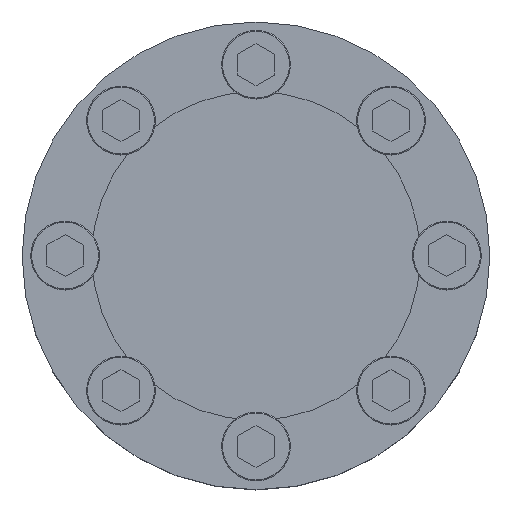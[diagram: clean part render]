
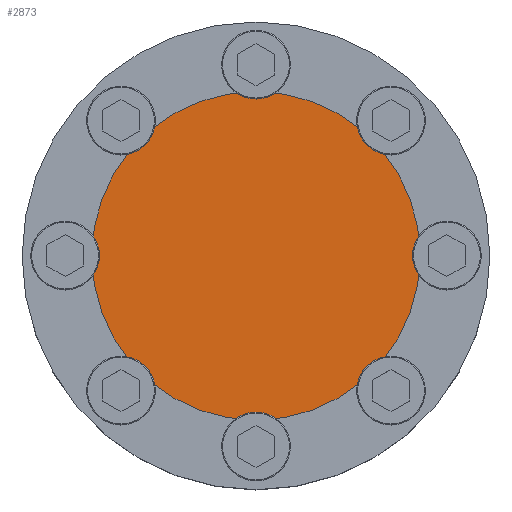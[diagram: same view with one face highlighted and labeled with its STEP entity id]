
A CAD part, top view. The second image highlights one B-rep face of the part: STEP entity #2873.
In plain terms, the highlighted planar face has unit normal (0, 0, 1).
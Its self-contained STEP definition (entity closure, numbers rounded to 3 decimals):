
#622=PLANE('',#3103);
#838=ORIENTED_EDGE('',*,*,#1520,.F.);
#1520=EDGE_CURVE('',#1892,#1892,#2168,.T.);
#1892=VERTEX_POINT('',#4249);
#2168=CIRCLE('',#3097,86.);
#2274=EDGE_LOOP('',(#838));
#2570=FACE_BOUND('',#2274,.T.);
#2873=ADVANCED_FACE('',(#2570),#622,.F.);
#3097=AXIS2_PLACEMENT_3D('',#4248,#3406,#3407);
#3103=AXIS2_PLACEMENT_3D('',#4353,#3466,#3467);
#3406=DIRECTION('',(0.,0.,-1.));
#3407=DIRECTION('',(-1.,0.,0.));
#3466=DIRECTION('',(0.,0.,-1.));
#3467=DIRECTION('',(-1.,0.,0.));
#4248=CARTESIAN_POINT('',(0.,0.,0.));
#4249=CARTESIAN_POINT('',(-86.,0.,0.));
#4353=CARTESIAN_POINT('',(0.,0.,0.));
